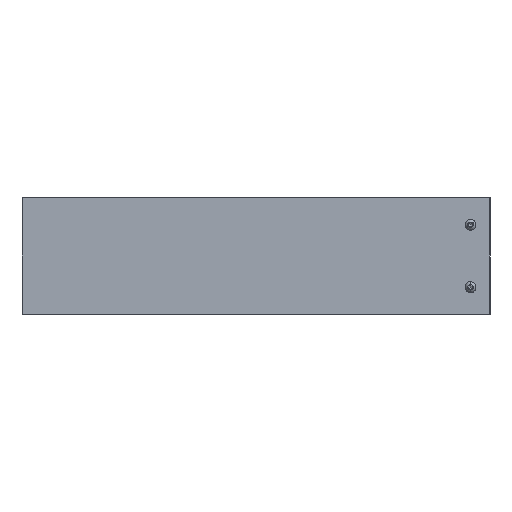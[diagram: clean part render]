
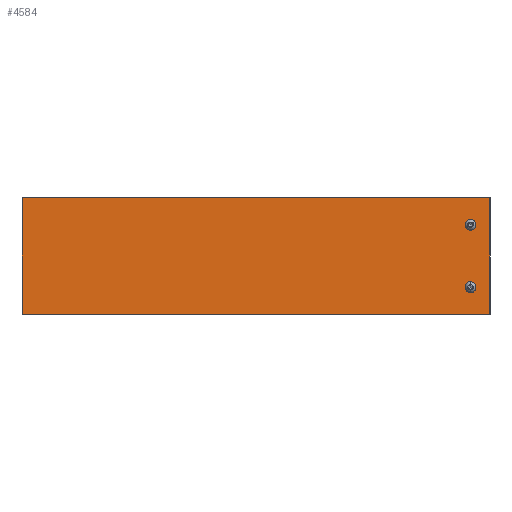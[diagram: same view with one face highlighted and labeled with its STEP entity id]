
A CAD part, left-side view. The second image highlights one B-rep face of the part: STEP entity #4584.
In plain terms, the highlighted planar face has unit normal (-1, 0, 0).
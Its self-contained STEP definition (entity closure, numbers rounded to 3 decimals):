
#29 = DIRECTION ( 'NONE',  ( 0., 1., 0. ) ) ;
#44 = DIRECTION ( 'NONE',  ( -1., 0., 0. ) ) ;
#176 = VECTOR ( 'NONE', #2415, 1000. ) ;
#182 = DIRECTION ( 'NONE',  ( 0., -1., 0. ) ) ;
#218 = DIRECTION ( 'NONE',  ( 0., -1., 0. ) ) ;
#248 = CARTESIAN_POINT ( 'NONE',  ( -142., 6.5, -44.5 ) ) ;
#301 = DIRECTION ( 'NONE',  ( 0., -1., 0. ) ) ;
#309 = CARTESIAN_POINT ( 'NONE',  ( -142., 3.5, -44.5 ) ) ;
#393 = AXIS2_PLACEMENT_3D ( 'NONE', #9010, #1155, #1032 ) ;
#450 = CARTESIAN_POINT ( 'NONE',  ( -142., 780., -75. ) ) ;
#452 = ORIENTED_EDGE ( 'NONE', *, *, #3073, .F. ) ;
#696 = EDGE_CURVE ( 'NONE', #8026, #10497, #1610, .T. ) ;
#784 = CARTESIAN_POINT ( 'NONE',  ( -142., 3.5, 40. ) ) ;
#895 = CIRCLE ( 'NONE', #9881, 4.5 ) ;
#1032 = DIRECTION ( 'NONE',  ( 0., 1., 0. ) ) ;
#1155 = DIRECTION ( 'NONE',  ( -1., 0., 0. ) ) ;
#1261 = FACE_OUTER_BOUND ( 'NONE', #8543, .T. ) ;
#1494 = LINE ( 'NONE', #5692, #176 ) ;
#1610 = LINE ( 'NONE', #5113, #9103 ) ;
#1719 = CARTESIAN_POINT ( 'NONE',  ( -142., 580., -75. ) ) ;
#1813 = EDGE_CURVE ( 'NONE', #10497, #6699, #10471, .T. ) ;
#1888 = ORIENTED_EDGE ( 'NONE', *, *, #4411, .F. ) ;
#1972 = VECTOR ( 'NONE', #6481, 1000. ) ;
#2067 = LINE ( 'NONE', #5339, #4542 ) ;
#2380 = CARTESIAN_POINT ( 'NONE',  ( -142., -20., -75. ) ) ;
#2388 = VERTEX_POINT ( 'NONE', #309 ) ;
#2400 = ORIENTED_EDGE ( 'NONE', *, *, #7256, .F. ) ;
#2415 = DIRECTION ( 'NONE',  ( 0., -1., 0. ) ) ;
#2479 = ORIENTED_EDGE ( 'NONE', *, *, #4034, .F. ) ;
#2519 = EDGE_LOOP ( 'NONE', ( #11330, #3253, #2400, #7834, #2582 ) ) ;
#2545 = CIRCLE ( 'NONE', #5280, 4.5 ) ;
#2582 = ORIENTED_EDGE ( 'NONE', *, *, #3206, .F. ) ;
#2588 = EDGE_CURVE ( 'NONE', #6566, #10700, #8821, .T. ) ;
#2668 = LINE ( 'NONE', #6166, #8219 ) ;
#2714 = VERTEX_POINT ( 'NONE', #248 ) ;
#3017 = DIRECTION ( 'NONE',  ( -1., 0., 0. ) ) ;
#3042 = DIRECTION ( 'NONE',  ( 0., 1., 0. ) ) ;
#3073 = EDGE_CURVE ( 'NONE', #10700, #8423, #2545, .T. ) ;
#3148 = ORIENTED_EDGE ( 'NONE', *, *, #7918, .F. ) ;
#3206 = EDGE_CURVE ( 'NONE', #2388, #4162, #3463, .T. ) ;
#3253 = ORIENTED_EDGE ( 'NONE', *, *, #3567, .F. ) ;
#3369 = DIRECTION ( 'NONE',  ( 0., 1., 0. ) ) ;
#3463 = CIRCLE ( 'NONE', #9688, 4.5 ) ;
#3567 = EDGE_CURVE ( 'NONE', #10610, #2714, #895, .T. ) ;
#3626 = DIRECTION ( 'NONE',  ( -1., 0., 0. ) ) ;
#3683 = VECTOR ( 'NONE', #301, 1000. ) ;
#3734 = LINE ( 'NONE', #3840, #1972 ) ;
#3791 = DIRECTION ( 'NONE',  ( 0., -1., 0. ) ) ;
#3840 = CARTESIAN_POINT ( 'NONE',  ( -142., -20., -75. ) ) ;
#3934 = VECTOR ( 'NONE', #6923, 1000. ) ;
#4034 = EDGE_CURVE ( 'NONE', #8026, #11158, #5540, .T. ) ;
#4162 = VERTEX_POINT ( 'NONE', #9183 ) ;
#4411 = EDGE_CURVE ( 'NONE', #8938, #8722, #6439, .T. ) ;
#4531 = CARTESIAN_POINT ( 'NONE',  ( -142., 3.5, -35.5 ) ) ;
#4535 = CARTESIAN_POINT ( 'NONE',  ( -142., 3.5, -40. ) ) ;
#4542 = VECTOR ( 'NONE', #8825, 1000. ) ;
#4548 = CARTESIAN_POINT ( 'NONE',  ( -142., 6.5, 44.5 ) ) ;
#4560 = ORIENTED_EDGE ( 'NONE', *, *, #5954, .F. ) ;
#4584 = ADVANCED_FACE ( 'NONE', ( #6647, #11045, #1261 ), #10097, .F. ) ;
#4699 = LINE ( 'NONE', #9809, #8913 ) ;
#4782 = CARTESIAN_POINT ( 'NONE',  ( -142., -20., 75. ) ) ;
#5113 = CARTESIAN_POINT ( 'NONE',  ( -142., 580., 95. ) ) ;
#5227 = DIRECTION ( 'NONE',  ( -1., 0., 0. ) ) ;
#5280 = AXIS2_PLACEMENT_3D ( 'NONE', #784, #44, #3369 ) ;
#5339 = CARTESIAN_POINT ( 'NONE',  ( -142., 6.5, 44.5 ) ) ;
#5540 = LINE ( 'NONE', #10785, #3683 ) ;
#5671 = CIRCLE ( 'NONE', #9689, 4.5 ) ;
#5692 = CARTESIAN_POINT ( 'NONE',  ( -142., 6.5, 35.5 ) ) ;
#5954 = EDGE_CURVE ( 'NONE', #8423, #8938, #2067, .T. ) ;
#5967 = EDGE_CURVE ( 'NONE', #6699, #11158, #3734, .T. ) ;
#6041 = CARTESIAN_POINT ( 'NONE',  ( -142., 3.5, 40. ) ) ;
#6166 = CARTESIAN_POINT ( 'NONE',  ( -142., 6.5, -35.5 ) ) ;
#6439 = CIRCLE ( 'NONE', #393, 4.5 ) ;
#6462 = ORIENTED_EDGE ( 'NONE', *, *, #696, .T. ) ;
#6481 = DIRECTION ( 'NONE',  ( 0., 0., 1. ) ) ;
#6566 = VERTEX_POINT ( 'NONE', #10965 ) ;
#6647 = FACE_BOUND ( 'NONE', #2519, .T. ) ;
#6699 = VERTEX_POINT ( 'NONE', #2380 ) ;
#6800 = DIRECTION ( 'NONE',  ( 0., -1., 0. ) ) ;
#6877 = CARTESIAN_POINT ( 'NONE',  ( -142., 580., 75. ) ) ;
#6923 = DIRECTION ( 'NONE',  ( 0., -1., 0. ) ) ;
#6959 = DIRECTION ( 'NONE',  ( 0., 1., 0. ) ) ;
#7098 = EDGE_CURVE ( 'NONE', #4162, #9504, #5671, .T. ) ;
#7231 = CARTESIAN_POINT ( 'NONE',  ( -142., -1., 40. ) ) ;
#7256 = EDGE_CURVE ( 'NONE', #9504, #10610, #2668, .T. ) ;
#7319 = CARTESIAN_POINT ( 'NONE',  ( -142., 6.5, -40. ) ) ;
#7834 = ORIENTED_EDGE ( 'NONE', *, *, #7098, .F. ) ;
#7918 = EDGE_CURVE ( 'NONE', #8722, #6566, #1494, .T. ) ;
#8026 = VERTEX_POINT ( 'NONE', #6877 ) ;
#8219 = VECTOR ( 'NONE', #29, 1000. ) ;
#8265 = AXIS2_PLACEMENT_3D ( 'NONE', #6041, #5227, #6959 ) ;
#8423 = VERTEX_POINT ( 'NONE', #8801 ) ;
#8523 = ORIENTED_EDGE ( 'NONE', *, *, #2588, .F. ) ;
#8543 = EDGE_LOOP ( 'NONE', ( #2479, #6462, #9834, #8661 ) ) ;
#8661 = ORIENTED_EDGE ( 'NONE', *, *, #5967, .T. ) ;
#8703 = CARTESIAN_POINT ( 'NONE',  ( -142., 6.5, -35.5 ) ) ;
#8722 = VERTEX_POINT ( 'NONE', #9463 ) ;
#8778 = DIRECTION ( 'NONE',  ( 0., 0., -1. ) ) ;
#8801 = CARTESIAN_POINT ( 'NONE',  ( -142., 3.5, 44.5 ) ) ;
#8821 = CIRCLE ( 'NONE', #8265, 4.5 ) ;
#8825 = DIRECTION ( 'NONE',  ( 0., 1., 0. ) ) ;
#8913 = VECTOR ( 'NONE', #3791, 1000. ) ;
#8938 = VERTEX_POINT ( 'NONE', #4548 ) ;
#9010 = CARTESIAN_POINT ( 'NONE',  ( -142., 6.5, 40. ) ) ;
#9103 = VECTOR ( 'NONE', #8778, 1000. ) ;
#9183 = CARTESIAN_POINT ( 'NONE',  ( -142., -1., -40. ) ) ;
#9215 = DIRECTION ( 'NONE',  ( 1., 0., 0. ) ) ;
#9414 = CARTESIAN_POINT ( 'NONE',  ( -142., 3.5, -40. ) ) ;
#9463 = CARTESIAN_POINT ( 'NONE',  ( -142., 6.5, 35.5 ) ) ;
#9504 = VERTEX_POINT ( 'NONE', #4531 ) ;
#9688 = AXIS2_PLACEMENT_3D ( 'NONE', #4535, #3626, #182 ) ;
#9689 = AXIS2_PLACEMENT_3D ( 'NONE', #9414, #11075, #6800 ) ;
#9753 = EDGE_LOOP ( 'NONE', ( #3148, #1888, #4560, #452, #8523 ) ) ;
#9809 = CARTESIAN_POINT ( 'NONE',  ( -142., 6.5, -44.5 ) ) ;
#9834 = ORIENTED_EDGE ( 'NONE', *, *, #1813, .T. ) ;
#9881 = AXIS2_PLACEMENT_3D ( 'NONE', #7319, #3017, #218 ) ;
#10089 = AXIS2_PLACEMENT_3D ( 'NONE', #450, #9215, #3042 ) ;
#10097 = PLANE ( 'NONE',  #10089 ) ;
#10301 = CARTESIAN_POINT ( 'NONE',  ( -142., 780., -75. ) ) ;
#10471 = LINE ( 'NONE', #10301, #3934 ) ;
#10497 = VERTEX_POINT ( 'NONE', #1719 ) ;
#10610 = VERTEX_POINT ( 'NONE', #8703 ) ;
#10694 = EDGE_CURVE ( 'NONE', #2714, #2388, #4699, .T. ) ;
#10700 = VERTEX_POINT ( 'NONE', #7231 ) ;
#10785 = CARTESIAN_POINT ( 'NONE',  ( -142., 780., 75. ) ) ;
#10965 = CARTESIAN_POINT ( 'NONE',  ( -142., 3.5, 35.5 ) ) ;
#11045 = FACE_BOUND ( 'NONE', #9753, .T. ) ;
#11075 = DIRECTION ( 'NONE',  ( -1., 0., 0. ) ) ;
#11158 = VERTEX_POINT ( 'NONE', #4782 ) ;
#11330 = ORIENTED_EDGE ( 'NONE', *, *, #10694, .F. ) ;
